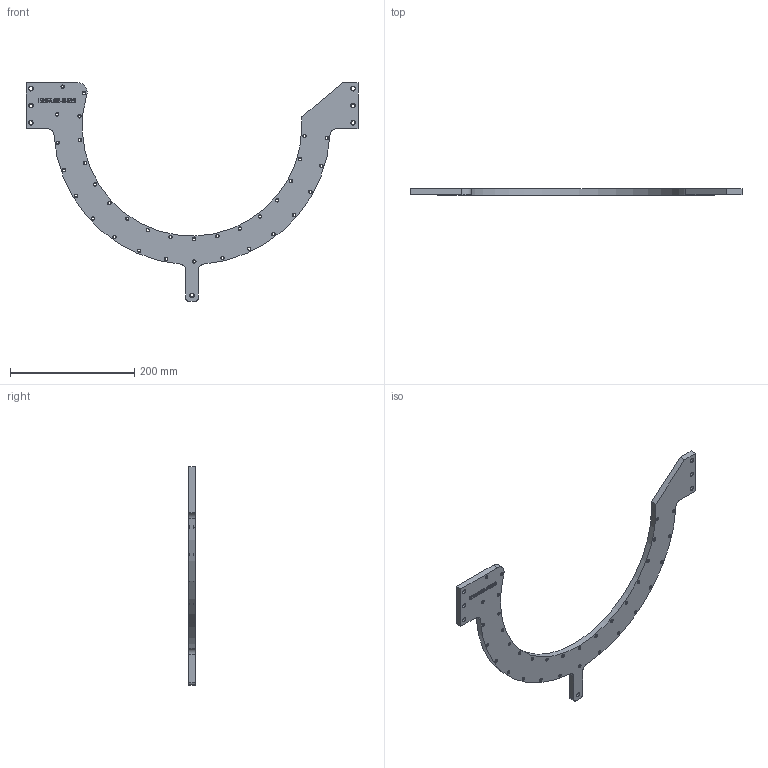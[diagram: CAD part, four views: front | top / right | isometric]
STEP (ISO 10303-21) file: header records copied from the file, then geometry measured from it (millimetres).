
FILE_DESCRIPTION(/* description */ (''),/* implementation_level */ '2;1');
FILE_NAME(/* name */ 'GETOUT_STAVE_90.stp',/* time_stamp */ '2018-09-20T14:15:49+02:00',/* author */ (''),/* organization */ (''),/* preprocessor_version */ 'ST-DEVELOPER v16.7',/* originating_system */ 'SIEMENS PLM Software NX 12.0',/* authorisation */ '');
FILE_SCHEMA (('AUTOMOTIVE_DESIGN { 1 0 10303 214 3 1 1 1 }'));
Length unit declared in the file: millimetre
Products named in the file (1): bezA730AE56cd3n
Bounding box: 535 x 10 x 352 mm (x, y, z)
Volume: 404161.1 mm3; surface area: 107865.4 mm2
Topology: 1 solids, 1 shells, 415 faces, 1046 edges, 693 vertices
Faces by surface type: plane 214, cylinder 86, cone 83, extrusion 32
Full cylindrical faces by diameter (mm): 4.5 x34, 6 x37, 6.5 x4, 14 x1
Entity records: 12440 total; most frequent: CARTESIAN_POINT 3806, ORIENTED_EDGE 1634, DIRECTION 1526, EDGE_CURVE 817, EDGE_LOOP 716, AXIS2_PLACEMENT_3D 639, VERTEX_POINT 623, FACE_BOUND 502
